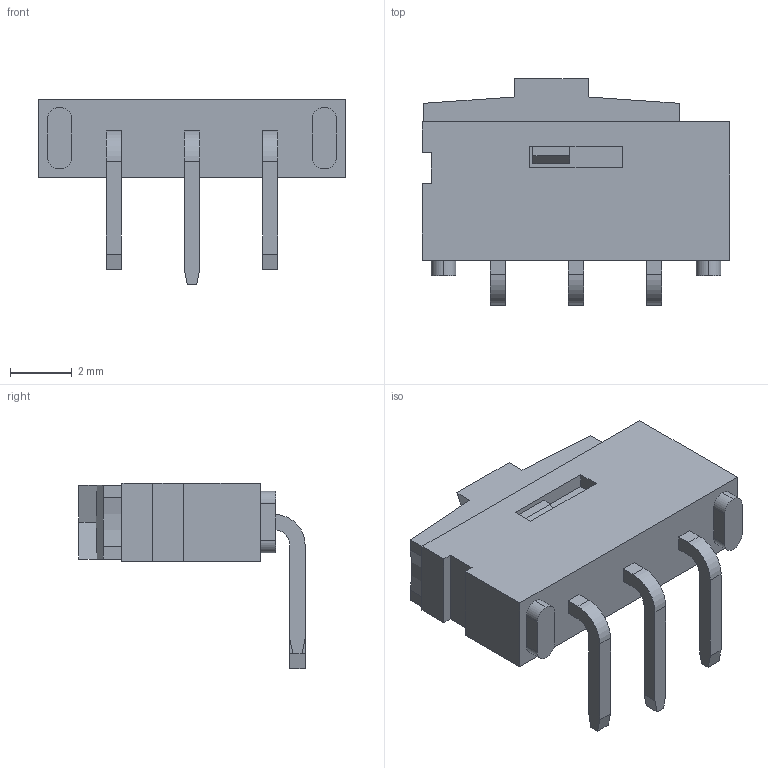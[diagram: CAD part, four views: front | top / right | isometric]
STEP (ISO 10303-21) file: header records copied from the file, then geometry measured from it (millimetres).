
FILE_DESCRIPTION (( 'STEP AP214' ), '1' );
FILE_NAME ('CL-SA-12C4-22.STEP', '2024-09-03T15:44:00', ( '' ), ( '' ), 'SwSTEP 2.0', 'SolidWorks 2023', '' );
FILE_SCHEMA (( 'AUTOMOTIVE_DESIGN' ));
Length unit declared in the file: millimetre
Products named in the file (4): CL-SA-12C4-22; CL-SA_s_C42; CL-SA-12C4-22(2); CL-SA_c_C42
Assembly tree (3 placements, depth 3):
  CL-SA-12C4-22
    CL-SA-12C4-22(2)
      CL-SA_c_C42
      CL-SA_s_C42
Bounding box: 10 x 7.35 x 6.04 mm (x, y, z)
Volume: 126.4 mm3; surface area: 318.1 mm2
Topology: 2 solids, 2 shells, 102 faces, 264 edges, 176 vertices
Faces by surface type: plane 86, cylinder 16
Entity records: 3981 total; most frequent: CARTESIAN_POINT 555, ORIENTED_EDGE 528, DIRECTION 510, EDGE_CURVE 264, VECTOR 232, LINE 232, VERTEX_POINT 176, AXIS2_PLACEMENT_3D 139
